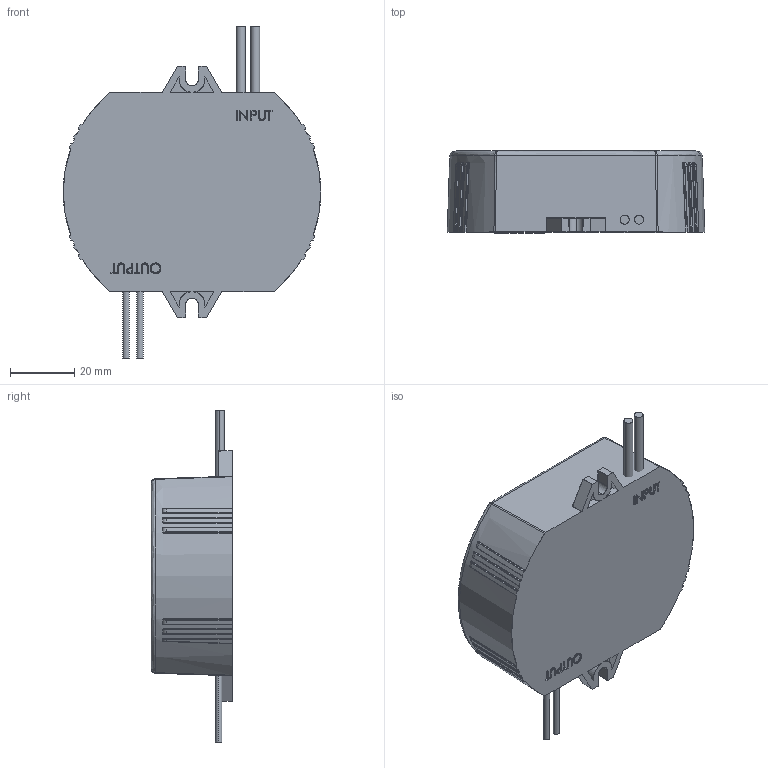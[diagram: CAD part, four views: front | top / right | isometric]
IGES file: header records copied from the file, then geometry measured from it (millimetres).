
Start section: SolidWorks IGES file using analytic representation for surfaces
Global section: file name: LED-25W SERIES REV B.IGS; native system: SolidWorks 2012; preprocessor: SolidWorks 2012; author: Engineering3; date: 120920.154231; units: millimetre
Bounding box: 80 x 25.45 x 103.12 mm (x, y, z)
Surface area: 17029 mm2 (no closed solid volume)
Topology: 0 solids, 0 shells, 399 faces, 3417 edges, 3413 vertices
Faces by surface type: bspline 333, revolution 66
